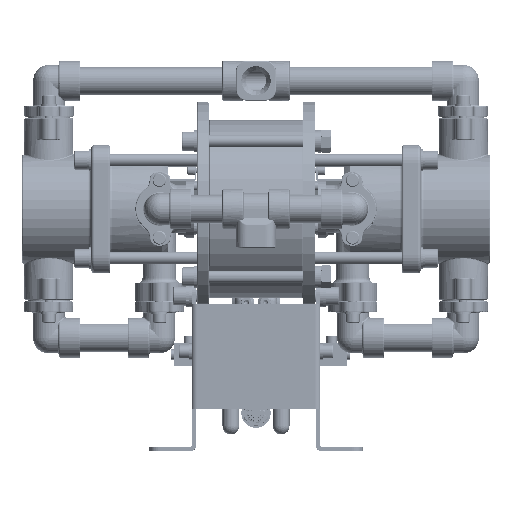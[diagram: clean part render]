
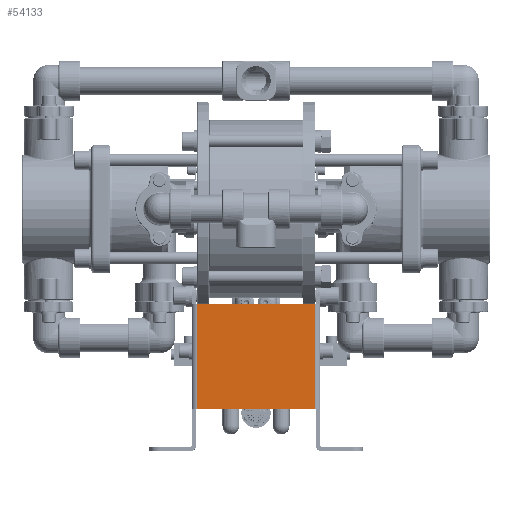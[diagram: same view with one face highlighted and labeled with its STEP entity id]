
A CAD part, top view. The second image highlights one B-rep face of the part: STEP entity #54133.
In plain terms, the highlighted planar face has unit normal (0, 0, 1).
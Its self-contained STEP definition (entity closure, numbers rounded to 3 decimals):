
#1640 = VECTOR ( 'NONE', #25342, 1000. ) ;
#3165 = DIRECTION ( 'NONE',  ( 0., 0., -1. ) ) ;
#3435 = VECTOR ( 'NONE', #21495, 1000. ) ;
#5531 = LINE ( 'NONE', #21533, #54945 ) ;
#8635 = LINE ( 'NONE', #31965, #14717 ) ;
#10639 = DIRECTION ( 'NONE',  ( 1., 0., 0. ) ) ;
#14328 = DIRECTION ( 'NONE',  ( -1., 0., 0. ) ) ;
#14717 = VECTOR ( 'NONE', #27125, 1000. ) ;
#15642 = ORIENTED_EDGE ( 'NONE', *, *, #42540, .F. ) ;
#18163 = LINE ( 'NONE', #32212, #3435 ) ;
#20187 = CARTESIAN_POINT ( 'NONE',  ( 0., 140., 114.737 ) ) ;
#20263 = VERTEX_POINT ( 'NONE', #61621 ) ;
#21495 = DIRECTION ( 'NONE',  ( 0., 1., 0. ) ) ;
#21533 = CARTESIAN_POINT ( 'NONE',  ( 0., 40., 114.737 ) ) ;
#25342 = DIRECTION ( 'NONE',  ( -1., 0., 0. ) ) ;
#25435 = CARTESIAN_POINT ( 'NONE',  ( -56.763, 40., 114.737 ) ) ;
#27125 = DIRECTION ( 'NONE',  ( 0., 1., 0. ) ) ;
#27967 = CARTESIAN_POINT ( 'NONE',  ( -56.763, 140., 114.737 ) ) ;
#31965 = CARTESIAN_POINT ( 'NONE',  ( -56.763, 140., 114.737 ) ) ;
#31975 = LINE ( 'NONE', #20187, #1640 ) ;
#32212 = CARTESIAN_POINT ( 'NONE',  ( 56.763, 140., 114.737 ) ) ;
#34334 = EDGE_CURVE ( 'NONE', #20263, #53791, #31975, .T. ) ;
#34708 = EDGE_LOOP ( 'NONE', ( #15642, #36307, #45806, #39862 ) ) ;
#35448 = CARTESIAN_POINT ( 'NONE',  ( 0., 140., 114.737 ) ) ;
#36307 = ORIENTED_EDGE ( 'NONE', *, *, #57680, .T. ) ;
#39862 = ORIENTED_EDGE ( 'NONE', *, *, #34334, .T. ) ;
#39953 = AXIS2_PLACEMENT_3D ( 'NONE', #35448, #3165, #14328 ) ;
#40029 = CARTESIAN_POINT ( 'NONE',  ( 56.763, 40., 114.737 ) ) ;
#41877 = FACE_OUTER_BOUND ( 'NONE', #34708, .T. ) ;
#42505 = EDGE_CURVE ( 'NONE', #64448, #20263, #18163, .T. ) ;
#42540 = EDGE_CURVE ( 'NONE', #63325, #53791, #8635, .T. ) ;
#45806 = ORIENTED_EDGE ( 'NONE', *, *, #42505, .T. ) ;
#53791 = VERTEX_POINT ( 'NONE', #27967 ) ;
#54133 = ADVANCED_FACE ( 'NONE', ( #41877 ), #63027, .F. ) ;
#54945 = VECTOR ( 'NONE', #10639, 1000. ) ;
#57680 = EDGE_CURVE ( 'NONE', #63325, #64448, #5531, .T. ) ;
#61621 = CARTESIAN_POINT ( 'NONE',  ( 56.763, 140., 114.737 ) ) ;
#63027 = PLANE ( 'NONE',  #39953 ) ;
#63325 = VERTEX_POINT ( 'NONE', #25435 ) ;
#64448 = VERTEX_POINT ( 'NONE', #40029 ) ;
